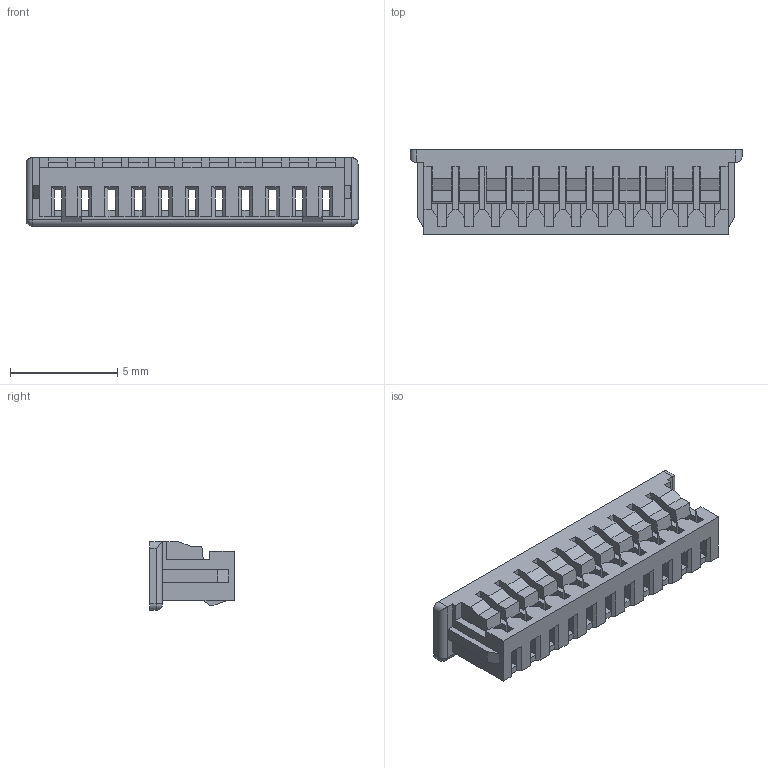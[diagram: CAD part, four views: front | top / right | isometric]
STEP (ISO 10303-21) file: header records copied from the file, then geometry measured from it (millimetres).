
FILE_DESCRIPTION(('FreeCAD Model'),'2;1');
FILE_NAME('510211100.step','2016-05-20T02:33:51',( 'Author'),(''),'Open CASCADE STEP processor 6.8','FreeCAD','Unknown' );
FILE_SCHEMA(('AUTOMOTIVE_DESIGN_CC2 { 1 2 10303 214 -1 1 5 4 }'));
Length unit declared in the file: millimetre
Products named in the file (2): ASSEMBLY; 510211100
Assembly tree (1 placements, depth 2):
  ASSEMBLY
    510211100
Bounding box: 15.5 x 3.95 x 3.2 mm (x, y, z)
Volume: 81 mm3; surface area: 451.2 mm2
Topology: 1 solids, 1 shells, 503 faces, 1368 edges, 836 vertices
Faces by surface type: plane 494, cylinder 7, sphere 2
Entity records: 33991 total; most frequent: CARTESIAN_POINT 6369, DIRECTION 5088, LINE 4054, VECTOR 4054, ORIENTED_EDGE 2736, PCURVE 2736, DEFINITIONAL_REPRESENTATION 2736, EDGE_CURVE 1368
